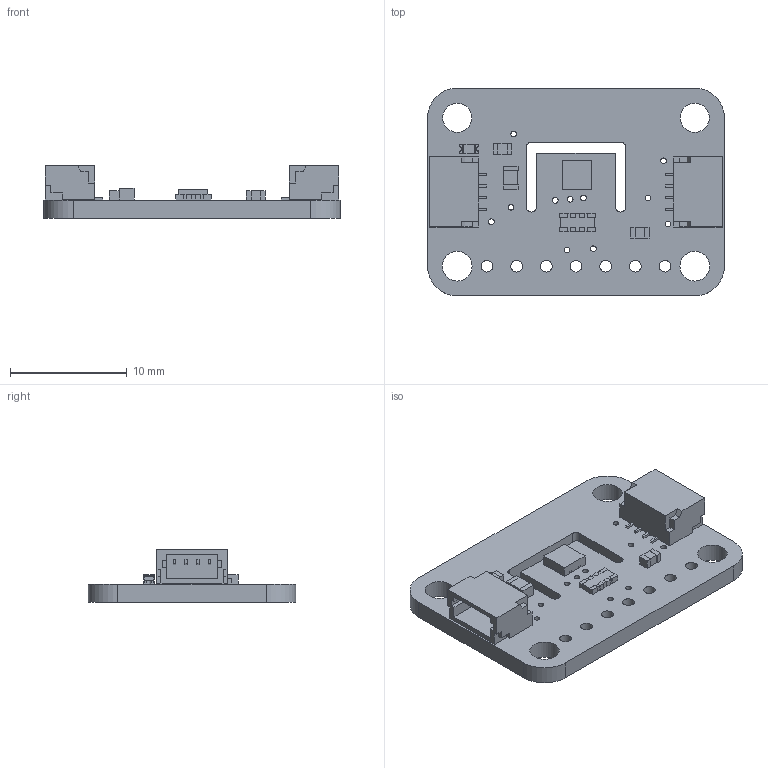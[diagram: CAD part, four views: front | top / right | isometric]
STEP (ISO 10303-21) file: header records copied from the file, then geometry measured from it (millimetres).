
FILE_DESCRIPTION(/* description */ (''),/* implementation_level */ '2;1');
FILE_NAME(/* name */ 'PCB Component.step',/* time_stamp */ '2022-11-16T13:30:01-05:00',/* author */ (''),/* organization */ (''),/* preprocessor_version */ 'ST-DEVELOPER v19.2',/* originating_system */ 'Autodesk Translation Framework v11.17.0.187',/* authorisation */ '');
FILE_SCHEMA (('AUTOMOTIVE_DESIGN { 1 0 10303 214 3 1 1 }'));
Length unit declared in the file: millimetre
Products named in the file (8): PCB Component; Board; 10uF; 10K; 10K_1; STEMMA_I2C_QT; GREEN; SHT3X
Assembly tree (9 placements, depth 2):
  PCB Component
    Board
    10uF
    10K  x2
    10K_1
    STEMMA_I2C_QT  x2
    GREEN
    SHT3X
Bounding box: 25.4 x 17.78 x 4.53 mm (x, y, z)
Volume: 731.3 mm3; surface area: 1520.2 mm2
Topology: 26 solids, 26 shells, 534 faces, 1397 edges, 930 vertices
Faces by surface type: plane 476, cylinder 54, bspline 4
Full cylindrical faces by diameter (mm): 0.483 x15, 1 x7, 2.5 x2, 2.54 x2
Entity records: 13751 total; most frequent: CARTESIAN_POINT 2377, ORIENTED_EDGE 2234, DIRECTION 2121, EDGE_CURVE 1117, LINE 1001, VECTOR 1001, VERTEX_POINT 744, AXIS2_PLACEMENT_3D 560
